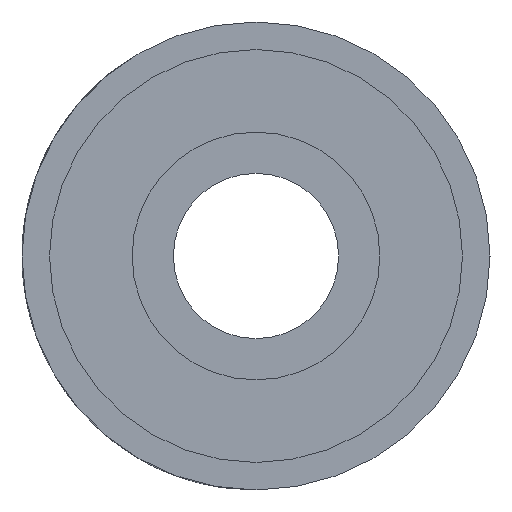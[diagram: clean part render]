
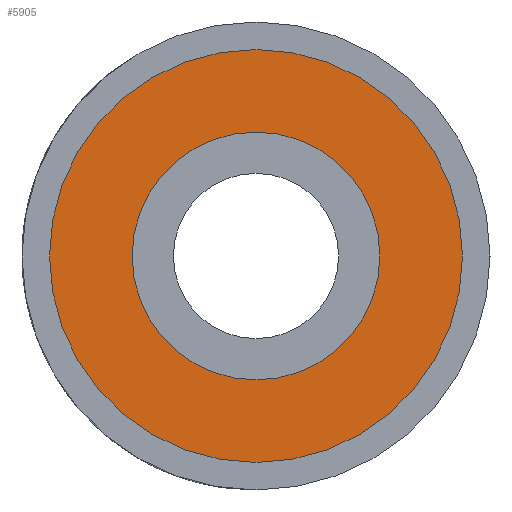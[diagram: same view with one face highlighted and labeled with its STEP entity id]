
A CAD part, left-side view. The second image highlights one B-rep face of the part: STEP entity #5905.
In plain terms, the highlighted planar face has unit normal (-1, 0, 0).
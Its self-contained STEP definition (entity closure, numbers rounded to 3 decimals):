
#214 = CARTESIAN_POINT ( 'NONE',  ( 0., 0., 4.5 ) ) ;
#756 = EDGE_CURVE ( 'NONE', #1830, #4609, #7542, .T. ) ;
#777 = CARTESIAN_POINT ( 'NONE',  ( 0., 0., -7.5 ) ) ;
#1106 = PLANE ( 'NONE',  #1954 ) ;
#1167 = CARTESIAN_POINT ( 'NONE',  ( 0., 0., 0. ) ) ;
#1298 = CIRCLE ( 'NONE', #2916, 4.5 ) ;
#1414 = EDGE_CURVE ( 'NONE', #4609, #1830, #5663, .T. ) ;
#1550 = CARTESIAN_POINT ( 'NONE',  ( 0., 0., 0. ) ) ;
#1634 = DIRECTION ( 'NONE',  ( -1., 0., 0. ) ) ;
#1784 = DIRECTION ( 'NONE',  ( -1., 0., 0. ) ) ;
#1830 = VERTEX_POINT ( 'NONE', #5941 ) ;
#1954 = AXIS2_PLACEMENT_3D ( 'NONE', #2989, #6828, #2433 ) ;
#2351 = DIRECTION ( 'NONE',  ( -1., 0., 0. ) ) ;
#2389 = DIRECTION ( 'NONE',  ( 0., 0., 1. ) ) ;
#2433 = DIRECTION ( 'NONE',  ( 0., 0., -1. ) ) ;
#2481 = CIRCLE ( 'NONE', #3427, 4.5 ) ;
#2522 = CARTESIAN_POINT ( 'NONE',  ( 0., 0., -4.5 ) ) ;
#2533 = EDGE_CURVE ( 'NONE', #3964, #3021, #2481, .T. ) ;
#2848 = CARTESIAN_POINT ( 'NONE',  ( 0., 0., 0. ) ) ;
#2916 = AXIS2_PLACEMENT_3D ( 'NONE', #2848, #5256, #6650 ) ;
#2966 = DIRECTION ( 'NONE',  ( 0., 0., 1. ) ) ;
#2989 = CARTESIAN_POINT ( 'NONE',  ( 0., 0., 0. ) ) ;
#3021 = VERTEX_POINT ( 'NONE', #2522 ) ;
#3427 = AXIS2_PLACEMENT_3D ( 'NONE', #1167, #2351, #2389 ) ;
#3964 = VERTEX_POINT ( 'NONE', #214 ) ;
#4185 = DIRECTION ( 'NONE',  ( 0., 0., 1. ) ) ;
#4609 = VERTEX_POINT ( 'NONE', #777 ) ;
#4721 = EDGE_LOOP ( 'NONE', ( #6136, #7490 ) ) ;
#5256 = DIRECTION ( 'NONE',  ( -1., 0., 0. ) ) ;
#5410 = AXIS2_PLACEMENT_3D ( 'NONE', #6135, #1784, #2966 ) ;
#5563 = FACE_OUTER_BOUND ( 'NONE', #4721, .T. ) ;
#5663 = CIRCLE ( 'NONE', #5410, 7.5 ) ;
#5905 = ADVANCED_FACE ( 'NONE', ( #7383, #5563 ), #1106, .F. ) ;
#5941 = CARTESIAN_POINT ( 'NONE',  ( 0., 0., 7.5 ) ) ;
#6046 = EDGE_LOOP ( 'NONE', ( #6601, #6969 ) ) ;
#6135 = CARTESIAN_POINT ( 'NONE',  ( 0., 0., 0. ) ) ;
#6136 = ORIENTED_EDGE ( 'NONE', *, *, #756, .T. ) ;
#6601 = ORIENTED_EDGE ( 'NONE', *, *, #2533, .F. ) ;
#6650 = DIRECTION ( 'NONE',  ( 0., 0., 1. ) ) ;
#6828 = DIRECTION ( 'NONE',  ( 1., 0., 0. ) ) ;
#6969 = ORIENTED_EDGE ( 'NONE', *, *, #7013, .F. ) ;
#7013 = EDGE_CURVE ( 'NONE', #3021, #3964, #1298, .T. ) ;
#7383 = FACE_BOUND ( 'NONE', #6046, .T. ) ;
#7490 = ORIENTED_EDGE ( 'NONE', *, *, #1414, .T. ) ;
#7542 = CIRCLE ( 'NONE', #8086, 7.5 ) ;
#8086 = AXIS2_PLACEMENT_3D ( 'NONE', #1550, #1634, #4185 ) ;
